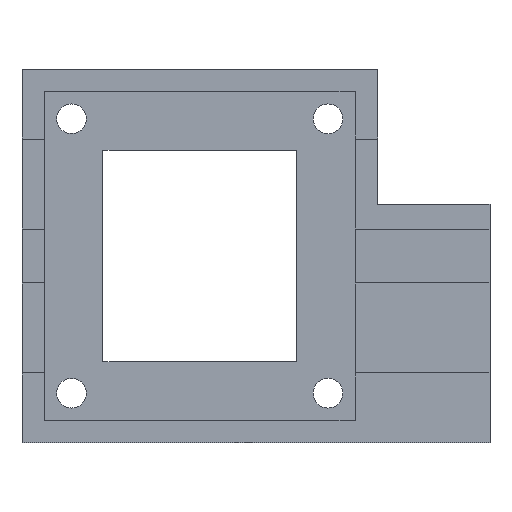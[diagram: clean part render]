
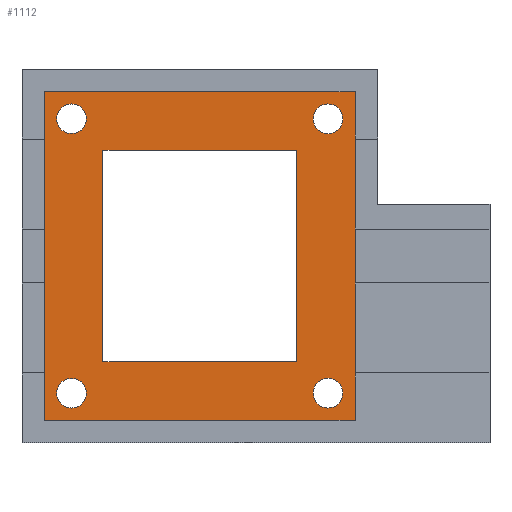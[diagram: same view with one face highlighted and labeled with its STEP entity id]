
A CAD part, front view. The second image highlights one B-rep face of the part: STEP entity #1112.
In plain terms, the highlighted planar face has unit normal (0, -1, 0).
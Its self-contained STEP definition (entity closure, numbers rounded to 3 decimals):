
#45=CIRCLE('',#1191,3.3);
#48=CIRCLE('',#1197,3.3);
#51=CIRCLE('',#1203,3.3);
#54=CIRCLE('',#1209,3.3);
#72=FACE_BOUND('',#206,.T.);
#73=FACE_BOUND('',#207,.T.);
#74=FACE_BOUND('',#208,.T.);
#75=FACE_BOUND('',#209,.T.);
#76=FACE_BOUND('',#210,.T.);
#132=FACE_OUTER_BOUND('',#205,.T.);
#205=EDGE_LOOP('',(#1001,#1002,#1003,#1004));
#206=EDGE_LOOP('',(#1005,#1006,#1007,#1008));
#207=EDGE_LOOP('',(#1009));
#208=EDGE_LOOP('',(#1010));
#209=EDGE_LOOP('',(#1011));
#210=EDGE_LOOP('',(#1012));
#211=LINE('',#1508,#337);
#215=LINE('',#1516,#341);
#218=LINE('',#1522,#344);
#221=LINE('',#1527,#347);
#316=LINE('',#1742,#442);
#329=LINE('',#1796,#455);
#333=LINE('',#1803,#459);
#334=LINE('',#1805,#460);
#337=VECTOR('',#1220,10.);
#341=VECTOR('',#1226,10.);
#344=VECTOR('',#1231,10.);
#347=VECTOR('',#1236,10.);
#442=VECTOR('',#1421,10.);
#455=VECTOR('',#1486,10.);
#459=VECTOR('',#1492,10.);
#460=VECTOR('',#1495,10.);
#463=VERTEX_POINT('',#1506);
#464=VERTEX_POINT('',#1507);
#467=VERTEX_POINT('',#1515);
#469=VERTEX_POINT('',#1521);
#544=VERTEX_POINT('',#1739);
#545=VERTEX_POINT('',#1741);
#550=VERTEX_POINT('',#1758);
#553=VERTEX_POINT('',#1769);
#556=VERTEX_POINT('',#1780);
#559=VERTEX_POINT('',#1791);
#560=VERTEX_POINT('',#1795);
#562=VERTEX_POINT('',#1801);
#563=EDGE_CURVE('',#463,#464,#211,.T.);
#567=EDGE_CURVE('',#464,#467,#215,.T.);
#570=EDGE_CURVE('',#467,#469,#218,.T.);
#573=EDGE_CURVE('',#469,#463,#221,.T.);
#680=EDGE_CURVE('',#544,#545,#316,.T.);
#689=EDGE_CURVE('',#550,#550,#45,.T.);
#694=EDGE_CURVE('',#553,#553,#48,.T.);
#699=EDGE_CURVE('',#556,#556,#51,.T.);
#704=EDGE_CURVE('',#559,#559,#54,.T.);
#705=EDGE_CURVE('',#560,#544,#329,.T.);
#709=EDGE_CURVE('',#562,#560,#333,.T.);
#710=EDGE_CURVE('',#545,#562,#334,.T.);
#1001=ORIENTED_EDGE('',*,*,#710,.F.);
#1002=ORIENTED_EDGE('',*,*,#680,.F.);
#1003=ORIENTED_EDGE('',*,*,#705,.F.);
#1004=ORIENTED_EDGE('',*,*,#709,.F.);
#1005=ORIENTED_EDGE('',*,*,#570,.T.);
#1006=ORIENTED_EDGE('',*,*,#573,.T.);
#1007=ORIENTED_EDGE('',*,*,#563,.T.);
#1008=ORIENTED_EDGE('',*,*,#567,.T.);
#1009=ORIENTED_EDGE('',*,*,#689,.T.);
#1010=ORIENTED_EDGE('',*,*,#694,.T.);
#1011=ORIENTED_EDGE('',*,*,#699,.T.);
#1012=ORIENTED_EDGE('',*,*,#704,.T.);
#1056=PLANE('',#1215);
#1112=ADVANCED_FACE('',(#132,#72,#73,#74,#75,#76),#1056,.F.);
#1191=AXIS2_PLACEMENT_3D('',#1760,#1440,#1441);
#1197=AXIS2_PLACEMENT_3D('',#1771,#1454,#1455);
#1203=AXIS2_PLACEMENT_3D('',#1782,#1468,#1469);
#1209=AXIS2_PLACEMENT_3D('',#1793,#1482,#1483);
#1215=AXIS2_PLACEMENT_3D('',#1810,#1502,#1503);
#1220=DIRECTION('',(1.,0.,0.));
#1226=DIRECTION('',(0.,0.,-1.));
#1231=DIRECTION('',(-1.,0.,0.));
#1236=DIRECTION('',(0.,0.,1.));
#1421=DIRECTION('',(0.,0.,-1.));
#1440=DIRECTION('center_axis',(0.,1.,0.));
#1441=DIRECTION('ref_axis',(1.,0.,0.));
#1454=DIRECTION('center_axis',(0.,1.,0.));
#1455=DIRECTION('ref_axis',(1.,0.,0.));
#1468=DIRECTION('center_axis',(0.,1.,0.));
#1469=DIRECTION('ref_axis',(1.,0.,0.));
#1482=DIRECTION('center_axis',(0.,1.,0.));
#1483=DIRECTION('ref_axis',(1.,0.,0.));
#1486=DIRECTION('',(1.,0.,0.));
#1492=DIRECTION('',(0.,0.,1.));
#1495=DIRECTION('',(-1.,0.,0.));
#1502=DIRECTION('center_axis',(0.,1.,0.));
#1503=DIRECTION('ref_axis',(0.,0.,1.));
#1506=CARTESIAN_POINT('',(-21.51,0.,23.51));
#1507=CARTESIAN_POINT('',(21.51,0.,23.51));
#1508=CARTESIAN_POINT('',(10.755,0.,23.51));
#1515=CARTESIAN_POINT('',(21.51,0.,-23.51));
#1516=CARTESIAN_POINT('',(21.51,0.,-11.755));
#1521=CARTESIAN_POINT('',(-21.51,0.,-23.51));
#1522=CARTESIAN_POINT('',(-10.755,0.,-23.51));
#1527=CARTESIAN_POINT('',(-21.51,0.,11.755));
#1739=CARTESIAN_POINT('',(34.51,0.,36.51));
#1741=CARTESIAN_POINT('',(34.51,0.,-36.51));
#1742=CARTESIAN_POINT('',(34.51,0.,36.51));
#1758=CARTESIAN_POINT('',(-31.8,0.,30.5));
#1760=CARTESIAN_POINT('Origin',(-28.5,0.,30.5));
#1769=CARTESIAN_POINT('',(25.2,0.,30.5));
#1771=CARTESIAN_POINT('Origin',(28.5,0.,30.5));
#1780=CARTESIAN_POINT('',(25.2,0.,-30.5));
#1782=CARTESIAN_POINT('Origin',(28.5,0.,-30.5));
#1791=CARTESIAN_POINT('',(-31.8,0.,-30.5));
#1793=CARTESIAN_POINT('Origin',(-28.5,0.,-30.5));
#1795=CARTESIAN_POINT('',(-34.51,0.,36.51));
#1796=CARTESIAN_POINT('',(-34.51,0.,36.51));
#1801=CARTESIAN_POINT('',(-34.51,0.,-36.51));
#1803=CARTESIAN_POINT('',(-34.51,0.,-36.51));
#1805=CARTESIAN_POINT('',(34.51,0.,-36.51));
#1810=CARTESIAN_POINT('Origin',(0.,0.,0.));
